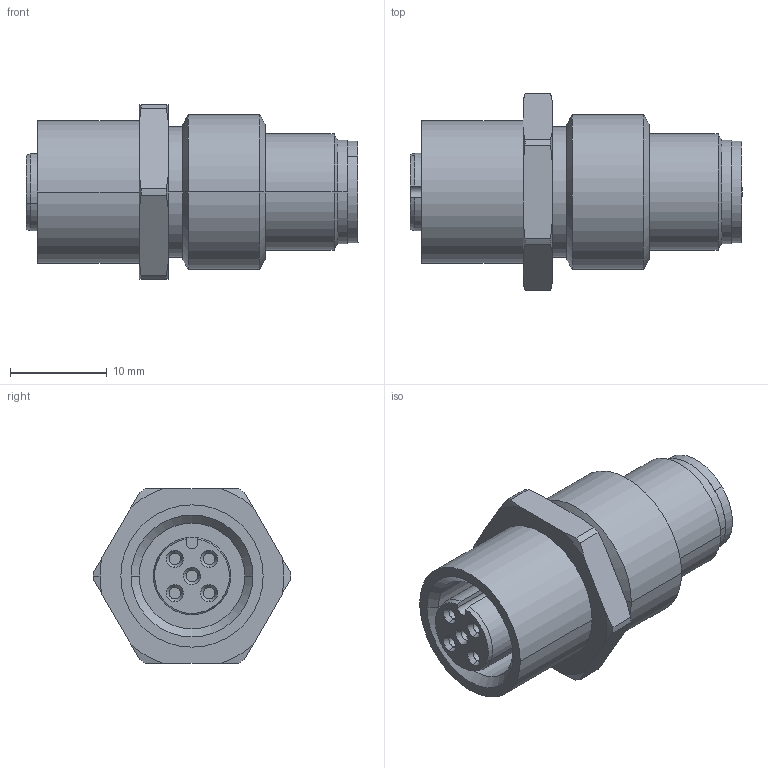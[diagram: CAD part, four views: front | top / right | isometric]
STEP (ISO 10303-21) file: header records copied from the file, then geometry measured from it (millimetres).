
FILE_DESCRIPTION (( 'STEP AP214' ), '1' );
FILE_NAME ('7000-42111--0000000.step', '2016-05-09T18:42:04', ( '' ), ( '' ), 'SwSTEP 2.0', 'SolidWorks 2015', '' );
FILE_SCHEMA (( 'AUTOMOTIVE_DESIGN' ));
Length unit declared in the file: millimetre
Products named in the file (1): 7000-42111--0000000
Bounding box: 34.3 x 20.4 x 18 mm (x, y, z)
Volume: 4739.2 mm3; surface area: 3178.2 mm2
Topology: 1 solids, 1 shells, 146 faces, 327 edges, 206 vertices
Faces by surface type: cylinder 62, plane 37, cone 35, torus 12
Entity records: 5232 total; most frequent: CARTESIAN_POINT 800, DIRECTION 772, ORIENTED_EDGE 654, AXIS2_PLACEMENT_3D 328, EDGE_CURVE 327, VERTEX_POINT 206, CIRCLE 181, EDGE_LOOP 169
